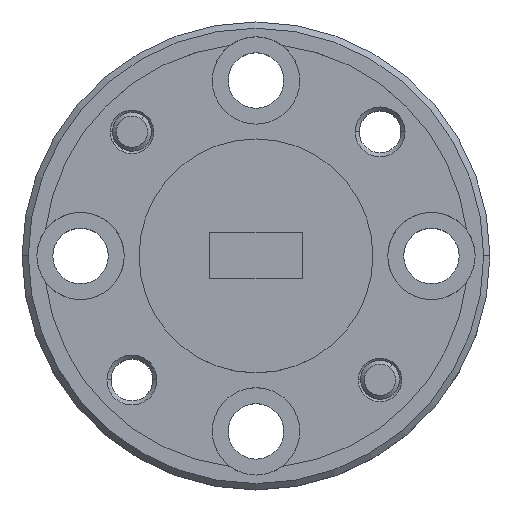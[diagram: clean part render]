
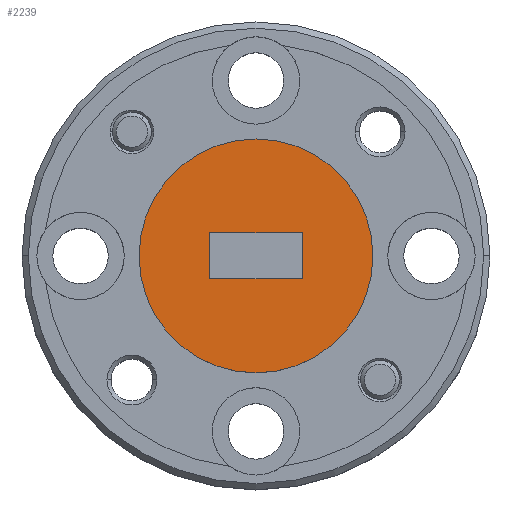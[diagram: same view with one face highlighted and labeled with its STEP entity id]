
A CAD part, top view. The second image highlights one B-rep face of the part: STEP entity #2239.
In plain terms, the highlighted planar face has unit normal (0, 0, 1).
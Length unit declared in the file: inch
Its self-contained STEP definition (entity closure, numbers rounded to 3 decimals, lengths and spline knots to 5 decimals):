
#3 = EDGE_CURVE ( 'NONE', #602, #1790, #1591, .T. ) ;
#24 = EDGE_CURVE ( 'NONE', #1171, #2269, #1651, .T. ) ;
#53 = CARTESIAN_POINT ( 'NONE',  ( -5.33291, 0.97258, 2.88944 ) ) ;
#77 = ORIENTED_EDGE ( 'NONE', *, *, #2072, .F. ) ;
#100 = EDGE_LOOP ( 'NONE', ( #1202, #698, #1708, #77 ) ) ;
#110 = CARTESIAN_POINT ( 'NONE',  ( -5.18491, 0.89858, 2.88944 ) ) ;
#133 = CARTESIAN_POINT ( 'NONE',  ( -5.25891, 0.93558, 2.88944 ) ) ;
#161 = EDGE_CURVE ( 'NONE', #1828, #1671, #2034, .T. ) ;
#172 = AXIS2_PLACEMENT_3D ( 'NONE', #2384, #1415, #474 ) ;
#281 = DIRECTION ( 'NONE',  ( 1., 0., 0. ) ) ;
#326 = AXIS2_PLACEMENT_3D ( 'NONE', #133, #2005, #281 ) ;
#468 = LINE ( 'NONE', #1025, #616 ) ;
#474 = DIRECTION ( 'NONE',  ( 1., 0., 0. ) ) ;
#602 = VERTEX_POINT ( 'NONE', #842 ) ;
#616 = VECTOR ( 'NONE', #1546, 39.37008 ) ;
#698 = ORIENTED_EDGE ( 'NONE', *, *, #2307, .F. ) ;
#723 = CIRCLE ( 'NONE', #326, 0.1875 ) ;
#743 = DIRECTION ( 'NONE',  ( 1., 0., 0. ) ) ;
#746 = CARTESIAN_POINT ( 'NONE',  ( -5.33291, 0.89858, 2.88944 ) ) ;
#761 = VECTOR ( 'NONE', #1275, 39.37008 ) ;
#792 = EDGE_CURVE ( 'NONE', #1790, #602, #723, .T. ) ;
#841 = CARTESIAN_POINT ( 'NONE',  ( -5.18491, 0.97258, 2.88944 ) ) ;
#842 = CARTESIAN_POINT ( 'NONE',  ( -5.44641, 0.93558, 2.88944 ) ) ;
#850 = AXIS2_PLACEMENT_3D ( 'NONE', #1686, #2464, #743 ) ;
#966 = VECTOR ( 'NONE', #1851, 39.37008 ) ;
#1025 = CARTESIAN_POINT ( 'NONE',  ( -5.18491, 0.97258, 2.88944 ) ) ;
#1117 = PLANE ( 'NONE',  #850 ) ;
#1171 = VERTEX_POINT ( 'NONE', #1384 ) ;
#1202 = ORIENTED_EDGE ( 'NONE', *, *, #161, .F. ) ;
#1205 = VECTOR ( 'NONE', #2273, 39.37008 ) ;
#1224 = ORIENTED_EDGE ( 'NONE', *, *, #3, .T. ) ;
#1275 = DIRECTION ( 'NONE',  ( 0., 1., 0. ) ) ;
#1384 = CARTESIAN_POINT ( 'NONE',  ( -5.18491, 0.89858, 2.88944 ) ) ;
#1389 = CARTESIAN_POINT ( 'NONE',  ( -5.07141, 0.93558, 2.88944 ) ) ;
#1415 = DIRECTION ( 'NONE',  ( 0., 0., 1. ) ) ;
#1546 = DIRECTION ( 'NONE',  ( -1., 0., 0. ) ) ;
#1591 = CIRCLE ( 'NONE', #172, 0.1875 ) ;
#1638 = LINE ( 'NONE', #110, #966 ) ;
#1651 = LINE ( 'NONE', #2428, #761 ) ;
#1671 = VERTEX_POINT ( 'NONE', #746 ) ;
#1686 = CARTESIAN_POINT ( 'NONE',  ( -5.25891, 0.93558, 2.88944 ) ) ;
#1708 = ORIENTED_EDGE ( 'NONE', *, *, #24, .F. ) ;
#1790 = VERTEX_POINT ( 'NONE', #1389 ) ;
#1828 = VERTEX_POINT ( 'NONE', #53 ) ;
#1851 = DIRECTION ( 'NONE',  ( 1., 0., 0. ) ) ;
#2005 = DIRECTION ( 'NONE',  ( 0., 0., 1. ) ) ;
#2034 = LINE ( 'NONE', #2455, #1205 ) ;
#2072 = EDGE_CURVE ( 'NONE', #1671, #1171, #1638, .T. ) ;
#2239 = ADVANCED_FACE ( 'NONE', ( #2272, #2259 ), #1117, .T. ) ;
#2259 = FACE_OUTER_BOUND ( 'NONE', #2462, .T. ) ;
#2269 = VERTEX_POINT ( 'NONE', #841 ) ;
#2272 = FACE_BOUND ( 'NONE', #100, .T. ) ;
#2273 = DIRECTION ( 'NONE',  ( 0., -1., 0. ) ) ;
#2307 = EDGE_CURVE ( 'NONE', #2269, #1828, #468, .T. ) ;
#2346 = ORIENTED_EDGE ( 'NONE', *, *, #792, .T. ) ;
#2384 = CARTESIAN_POINT ( 'NONE',  ( -5.25891, 0.93558, 2.88944 ) ) ;
#2428 = CARTESIAN_POINT ( 'NONE',  ( -5.18491, 0.89858, 2.88944 ) ) ;
#2455 = CARTESIAN_POINT ( 'NONE',  ( -5.33291, 0.89858, 2.88944 ) ) ;
#2462 = EDGE_LOOP ( 'NONE', ( #1224, #2346 ) ) ;
#2464 = DIRECTION ( 'NONE',  ( 0., 0., 1. ) ) ;
